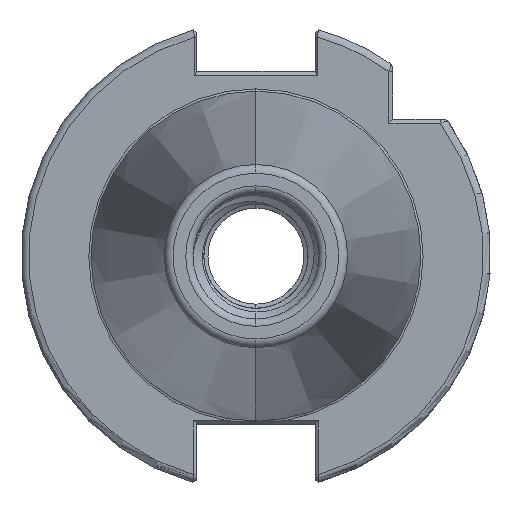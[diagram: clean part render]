
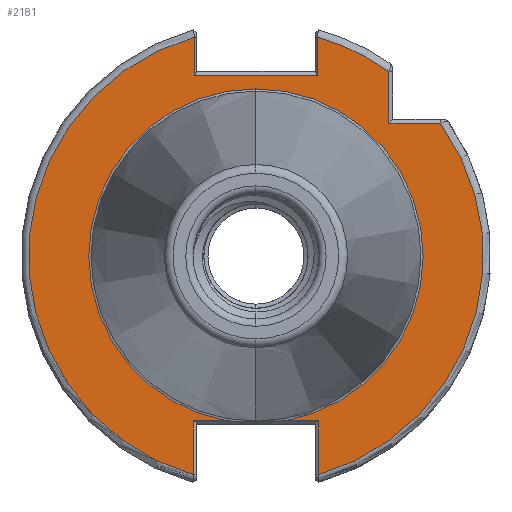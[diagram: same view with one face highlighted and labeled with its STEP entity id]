
A CAD part, left-side view. The second image highlights one B-rep face of the part: STEP entity #2181.
In plain terms, the highlighted planar face has unit normal (-1, 0, 0).
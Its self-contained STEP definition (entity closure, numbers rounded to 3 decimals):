
#1610 = LINE ( 'NONE', #2369, #1654 ) ;
#1613 = LINE ( 'NONE', #2337, #1664 ) ;
#1614 = CIRCLE ( 'NONE', #9437, 30.775 ) ;
#1616 = LINE ( 'NONE', #2280, #1660 ) ;
#1617 = VECTOR ( 'NONE', #2345, 1000. ) ;
#1618 = VECTOR ( 'NONE', #2281, 1000. ) ;
#1620 = VECTOR ( 'NONE', #2327, 1000. ) ;
#1621 = LINE ( 'NONE', #2343, #1620 ) ;
#1626 = LINE ( 'NONE', #2319, #1617 ) ;
#1627 = CIRCLE ( 'NONE', #9462, 30.775 ) ;
#1633 = VECTOR ( 'NONE', #2384, 1000. ) ;
#1637 = VECTOR ( 'NONE', #2332, 1000. ) ;
#1639 = LINE ( 'NONE', #2364, #1655 ) ;
#1652 = LINE ( 'NONE', #2331, #1637 ) ;
#1653 = LINE ( 'NONE', #2272, #1618 ) ;
#1654 = VECTOR ( 'NONE', #2365, 1000. ) ;
#1655 = VECTOR ( 'NONE', #2387, 1000. ) ;
#1656 = LINE ( 'NONE', #2355, #1633 ) ;
#1657 = CIRCLE ( 'NONE', #9452, 30.775 ) ;
#1660 = VECTOR ( 'NONE', #2295, 1000. ) ;
#1664 = VECTOR ( 'NONE', #2323, 1000. ) ;
#1678 = CIRCLE ( 'NONE', #9435, 22.627 ) ;
#1744 = CIRCLE ( 'NONE', #9471, 22.627 ) ;
#2181 = ADVANCED_FACE ( 'NONE', ( #8651 ), #11386, .F. ) ;
#2272 = CARTESIAN_POINT ( 'NONE',  ( 0., -18.5, 18. ) ) ;
#2280 = CARTESIAN_POINT ( 'NONE',  ( 0., 8.05, 24.5 ) ) ;
#2281 = DIRECTION ( 'NONE',  ( 0., 1., 0. ) ) ;
#2295 = DIRECTION ( 'NONE',  ( 0., 1., 0. ) ) ;
#2319 = CARTESIAN_POINT ( 'NONE',  ( 0., -18., 24.594 ) ) ;
#2322 = DIRECTION ( 'NONE',  ( 0., 0., -1. ) ) ;
#2323 = DIRECTION ( 'NONE',  ( 0., -1., 0. ) ) ;
#2327 = DIRECTION ( 'NONE',  ( 0., 0., -1. ) ) ;
#2331 = CARTESIAN_POINT ( 'NONE',  ( 0., 8.335, 29.704 ) ) ;
#2332 = DIRECTION ( 'NONE',  ( 0., 0., 1. ) ) ;
#2337 = CARTESIAN_POINT ( 'NONE',  ( 0., 22.692, -22.3 ) ) ;
#2340 = CARTESIAN_POINT ( 'NONE',  ( 0., 0., 0. ) ) ;
#2343 = CARTESIAN_POINT ( 'NONE',  ( 0., -8.451, 0. ) ) ;
#2345 = DIRECTION ( 'NONE',  ( 0., 0., 1. ) ) ;
#2348 = DIRECTION ( 'NONE',  ( -1., 0., 0. ) ) ;
#2352 = CARTESIAN_POINT ( 'NONE',  ( 0., 0., 0. ) ) ;
#2355 = CARTESIAN_POINT ( 'NONE',  ( 0., 8.451, 0. ) ) ;
#2356 = CARTESIAN_POINT ( 'NONE',  ( 0., 0., 0. ) ) ;
#2358 = DIRECTION ( 'NONE',  ( -1., 0., 0. ) ) ;
#2359 = DIRECTION ( 'NONE',  ( 0., 0., -1. ) ) ;
#2364 = CARTESIAN_POINT ( 'NONE',  ( 0., 22.692, -22.3 ) ) ;
#2365 = DIRECTION ( 'NONE',  ( 0., 0., -1. ) ) ;
#2369 = CARTESIAN_POINT ( 'NONE',  ( 0., -8.335, 25. ) ) ;
#2379 = DIRECTION ( 'NONE',  ( 0., 0., -1. ) ) ;
#2384 = DIRECTION ( 'NONE',  ( 0., 0., 1. ) ) ;
#2387 = DIRECTION ( 'NONE',  ( 0., -1., 0. ) ) ;
#2388 = DIRECTION ( 'NONE',  ( -1., 0., 0. ) ) ;
#2418 = CARTESIAN_POINT ( 'NONE',  ( 0., 0., 0. ) ) ;
#2428 = DIRECTION ( 'NONE',  ( 1., 0., 0. ) ) ;
#2448 = DIRECTION ( 'NONE',  ( 0., 0., -1. ) ) ;
#3197 = DIRECTION ( 'NONE',  ( 1., 0., 0. ) ) ;
#3221 = CARTESIAN_POINT ( 'NONE',  ( 0., 0., 0. ) ) ;
#3224 = DIRECTION ( 'NONE',  ( 0., 0., -1. ) ) ;
#6463 = CARTESIAN_POINT ( 'NONE',  ( 0., -8.451, -22.3 ) ) ;
#6464 = CARTESIAN_POINT ( 'NONE',  ( 0., -8.451, -29.592 ) ) ;
#6472 = CARTESIAN_POINT ( 'NONE',  ( 0., -24.962, 18. ) ) ;
#6473 = CARTESIAN_POINT ( 'NONE',  ( 0., 8.335, 29.625 ) ) ;
#6480 = CARTESIAN_POINT ( 'NONE',  ( 0., -18., 24.962 ) ) ;
#6488 = CARTESIAN_POINT ( 'NONE',  ( 0., -8.335, 29.625 ) ) ;
#6516 = CARTESIAN_POINT ( 'NONE',  ( 0., -8.335, 24.5 ) ) ;
#6531 = CARTESIAN_POINT ( 'NONE',  ( 0., -18., 18. ) ) ;
#6541 = CARTESIAN_POINT ( 'NONE',  ( 0., 8.451, -29.592 ) ) ;
#6554 = CARTESIAN_POINT ( 'NONE',  ( 0., 3.833, -22.3 ) ) ;
#6566 = CARTESIAN_POINT ( 'NONE',  ( 0., 8.451, -22.3 ) ) ;
#6572 = CARTESIAN_POINT ( 'NONE',  ( 0., 8.335, 24.5 ) ) ;
#6741 = CARTESIAN_POINT ( 'NONE',  ( 0., 0., 22.627 ) ) ;
#6754 = CARTESIAN_POINT ( 'NONE',  ( 0., -3.833, -22.3 ) ) ;
#8651 = FACE_OUTER_BOUND ( 'NONE', #9129, .T. ) ;
#9129 = EDGE_LOOP ( 'NONE', ( #9914, #9941, #9920, #9902, #9907, #9932, #9954, #9949, #10035, #10069, #9996, #10058, #10055, #9971 ) ) ;
#9435 = AXIS2_PLACEMENT_3D ( 'NONE', #2418, #2428, #2448 ) ;
#9437 = AXIS2_PLACEMENT_3D ( 'NONE', #2352, #2388, #2359 ) ;
#9452 = AXIS2_PLACEMENT_3D ( 'NONE', #2340, #2348, #2322 ) ;
#9462 = AXIS2_PLACEMENT_3D ( 'NONE', #2356, #2358, #2379 ) ;
#9471 = AXIS2_PLACEMENT_3D ( 'NONE', #3221, #3197, #3224 ) ;
#9520 = AXIS2_PLACEMENT_3D ( 'NONE', #11374, #11365, #11395 ) ;
#9677 = VERTEX_POINT ( 'NONE', #6464 ) ;
#9679 = VERTEX_POINT ( 'NONE', #6472 ) ;
#9681 = VERTEX_POINT ( 'NONE', #6473 ) ;
#9687 = VERTEX_POINT ( 'NONE', #6480 ) ;
#9689 = VERTEX_POINT ( 'NONE', #6463 ) ;
#9693 = VERTEX_POINT ( 'NONE', #6488 ) ;
#9702 = VERTEX_POINT ( 'NONE', #6566 ) ;
#9709 = VERTEX_POINT ( 'NONE', #6554 ) ;
#9714 = VERTEX_POINT ( 'NONE', #6541 ) ;
#9726 = VERTEX_POINT ( 'NONE', #6516 ) ;
#9733 = VERTEX_POINT ( 'NONE', #6572 ) ;
#9738 = VERTEX_POINT ( 'NONE', #6531 ) ;
#9902 = ORIENTED_EDGE ( 'NONE', *, *, #13268, .T. ) ;
#9907 = ORIENTED_EDGE ( 'NONE', *, *, #13236, .T. ) ;
#9914 = ORIENTED_EDGE ( 'NONE', *, *, #13232, .T. ) ;
#9920 = ORIENTED_EDGE ( 'NONE', *, *, #13248, .T. ) ;
#9932 = ORIENTED_EDGE ( 'NONE', *, *, #13261, .T. ) ;
#9941 = ORIENTED_EDGE ( 'NONE', *, *, #13251, .T. ) ;
#9949 = ORIENTED_EDGE ( 'NONE', *, *, #13271, .T. ) ;
#9954 = ORIENTED_EDGE ( 'NONE', *, *, #13267, .T. ) ;
#9971 = ORIENTED_EDGE ( 'NONE', *, *, #13260, .T. ) ;
#9996 = ORIENTED_EDGE ( 'NONE', *, *, #13542, .T. ) ;
#10035 = ORIENTED_EDGE ( 'NONE', *, *, #13264, .T. ) ;
#10055 = ORIENTED_EDGE ( 'NONE', *, *, #13253, .T. ) ;
#10058 = ORIENTED_EDGE ( 'NONE', *, *, #13250, .T. ) ;
#10069 = ORIENTED_EDGE ( 'NONE', *, *, #13292, .T. ) ;
#11365 = DIRECTION ( 'NONE',  ( 1., 0., 0. ) ) ;
#11374 = CARTESIAN_POINT ( 'NONE',  ( 0., 22.692, 0. ) ) ;
#11386 = PLANE ( 'NONE',  #9520 ) ;
#11395 = DIRECTION ( 'NONE',  ( 0., 0., -1. ) ) ;
#11748 = VERTEX_POINT ( 'NONE', #6741 ) ;
#11751 = VERTEX_POINT ( 'NONE', #6754 ) ;
#13232 = EDGE_CURVE ( 'NONE', #9679, #9738, #1653, .T. ) ;
#13236 = EDGE_CURVE ( 'NONE', #9726, #9733, #1616, .T. ) ;
#13248 = EDGE_CURVE ( 'NONE', #9687, #9693, #1657, .T. ) ;
#13250 = EDGE_CURVE ( 'NONE', #11751, #9689, #1613, .T. ) ;
#13251 = EDGE_CURVE ( 'NONE', #9738, #9687, #1626, .T. ) ;
#13253 = EDGE_CURVE ( 'NONE', #9689, #9677, #1621, .T. ) ;
#13260 = EDGE_CURVE ( 'NONE', #9677, #9679, #1614, .T. ) ;
#13261 = EDGE_CURVE ( 'NONE', #9733, #9681, #1652, .T. ) ;
#13264 = EDGE_CURVE ( 'NONE', #9702, #9709, #1639, .T. ) ;
#13267 = EDGE_CURVE ( 'NONE', #9681, #9714, #1627, .T. ) ;
#13268 = EDGE_CURVE ( 'NONE', #9693, #9726, #1610, .T. ) ;
#13271 = EDGE_CURVE ( 'NONE', #9714, #9702, #1656, .T. ) ;
#13292 = EDGE_CURVE ( 'NONE', #9709, #11748, #1678, .T. ) ;
#13542 = EDGE_CURVE ( 'NONE', #11748, #11751, #1744, .T. ) ;
